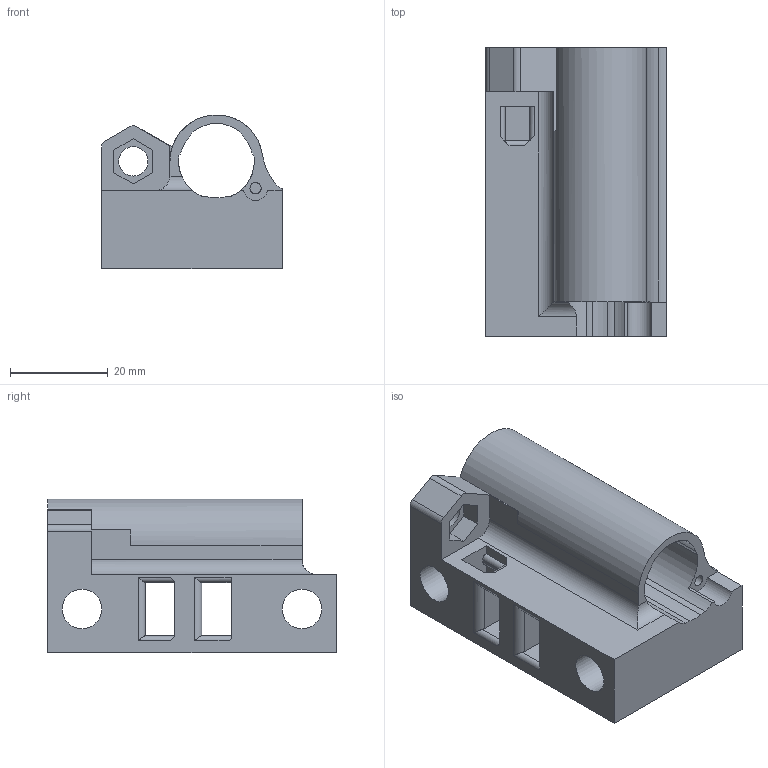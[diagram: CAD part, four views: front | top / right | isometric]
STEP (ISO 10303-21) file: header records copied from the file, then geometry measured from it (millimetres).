
FILE_DESCRIPTION(/* description */ (''),/* implementation_level */ '2;1');
FILE_NAME(/* name */ 'X-end_idler_M5.step',/* time_stamp */ '2020-01-25T06:21:14+01:00',/* author */ (''),/* organization */ (''),/* preprocessor_version */ 'ST-DEVELOPER v18',/* originating_system */ 'Autodesk Translation Framework v8.12.0.6',/* authorisation */ '');
FILE_SCHEMA (('AUTOMOTIVE_DESIGN { 1 0 10303 214 3 1 1 }'));
Length unit declared in the file: millimetre
Products named in the file (3): P3 Steel MKO; X-End; X-end Idler
Assembly tree (2 placements, depth 3):
  P3 Steel MKO
    X-End
      X-end Idler
Bounding box: 37 x 59 x 31.47 mm (x, y, z)
Volume: 28549.4 mm3; surface area: 16786.5 mm2
Topology: 1 solids, 1 shells, 103 faces, 291 edges, 195 vertices
Faces by surface type: plane 67, cylinder 36
Full cylindrical faces by diameter (mm): 2.3 x2, 6 x1, 8.1 x2
Entity records: 3560 total; most frequent: CARTESIAN_POINT 650, ORIENTED_EDGE 582, DIRECTION 578, EDGE_CURVE 291, LINE 208, VECTOR 208, VERTEX_POINT 195, AXIS2_PLACEMENT_3D 185
